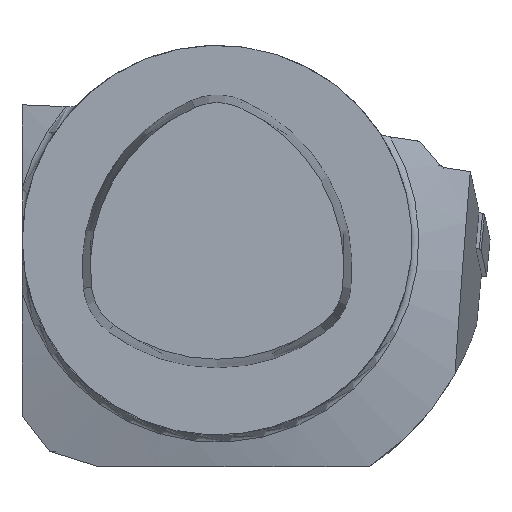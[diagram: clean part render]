
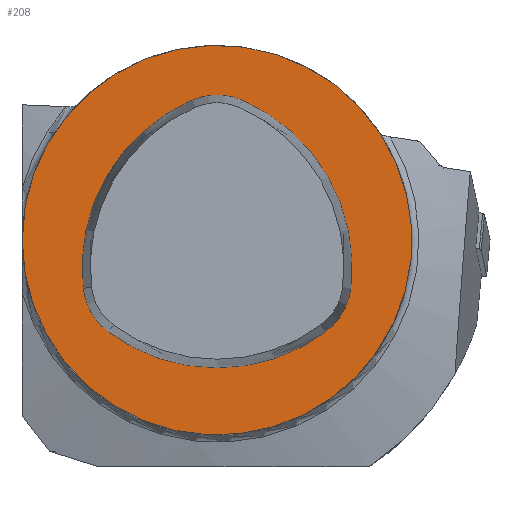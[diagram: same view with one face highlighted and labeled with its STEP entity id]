
A CAD part, top view. The second image highlights one B-rep face of the part: STEP entity #208.
In plain terms, the highlighted planar face has unit normal (0, 0, 1).
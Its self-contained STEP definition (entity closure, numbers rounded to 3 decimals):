
#114=FACE_BOUND('',#360,.T.);
#115=FACE_BOUND('',#361,.T.);
#156=CIRCLE('',#1156,25.);
#165=CIRCLE('',#1175,23.36);
#166=CIRCLE('',#1176,8.12);
#167=CIRCLE('',#1177,23.36);
#168=CIRCLE('',#1178,8.12);
#169=CIRCLE('',#1179,23.36);
#170=CIRCLE('',#1180,8.12);
#208=ADVANCED_FACE('',(#114,#115),#258,.T.);
#258=PLANE('',#1181);
#360=EDGE_LOOP('',(#497));
#361=EDGE_LOOP('',(#498,#499,#500,#501,#502,#503));
#497=ORIENTED_EDGE('',*,*,#824,.F.);
#498=ORIENTED_EDGE('',*,*,#854,.T.);
#499=ORIENTED_EDGE('',*,*,#855,.T.);
#500=ORIENTED_EDGE('',*,*,#856,.T.);
#501=ORIENTED_EDGE('',*,*,#857,.T.);
#502=ORIENTED_EDGE('',*,*,#858,.T.);
#503=ORIENTED_EDGE('',*,*,#859,.T.);
#724=VERTEX_POINT('',#1687);
#750=VERTEX_POINT('',#1812);
#751=VERTEX_POINT('',#1813);
#752=VERTEX_POINT('',#1815);
#753=VERTEX_POINT('',#1817);
#754=VERTEX_POINT('',#1819);
#755=VERTEX_POINT('',#1821);
#824=EDGE_CURVE('',#724,#724,#156,.T.);
#854=EDGE_CURVE('',#750,#751,#165,.T.);
#855=EDGE_CURVE('',#751,#752,#166,.T.);
#856=EDGE_CURVE('',#752,#753,#167,.T.);
#857=EDGE_CURVE('',#753,#754,#168,.T.);
#858=EDGE_CURVE('',#754,#755,#169,.T.);
#859=EDGE_CURVE('',#755,#750,#170,.T.);
#1156=AXIS2_PLACEMENT_3D('',#1686,#1316,#1317);
#1175=AXIS2_PLACEMENT_3D('',#1811,#1362,#1363);
#1176=AXIS2_PLACEMENT_3D('',#1814,#1364,#1365);
#1177=AXIS2_PLACEMENT_3D('',#1816,#1366,#1367);
#1178=AXIS2_PLACEMENT_3D('',#1818,#1368,#1369);
#1179=AXIS2_PLACEMENT_3D('',#1820,#1370,#1371);
#1180=AXIS2_PLACEMENT_3D('',#1822,#1372,#1373);
#1181=AXIS2_PLACEMENT_3D('',#1823,#1374,#1375);
#1316=DIRECTION('',(0.,0.,-1.));
#1317=DIRECTION('',(-1.,0.,0.));
#1362=DIRECTION('',(0.,0.,-1.));
#1363=DIRECTION('',(-1.,0.,0.));
#1364=DIRECTION('',(0.,0.,-1.));
#1365=DIRECTION('',(-1.,0.,0.));
#1366=DIRECTION('',(0.,0.,-1.));
#1367=DIRECTION('',(-1.,0.,0.));
#1368=DIRECTION('',(0.,0.,-1.));
#1369=DIRECTION('',(-1.,0.,0.));
#1370=DIRECTION('',(0.,0.,-1.));
#1371=DIRECTION('',(-1.,0.,0.));
#1372=DIRECTION('',(0.,0.,-1.));
#1373=DIRECTION('',(-1.,0.,0.));
#1374=DIRECTION('',(0.,0.,1.));
#1375=DIRECTION('',(1.,0.,0.));
#1686=CARTESIAN_POINT('',(0.,0.,0.));
#1687=CARTESIAN_POINT('',(-25.,0.,0.));
#1811=CARTESIAN_POINT('',(-6.045,-3.49,0.));
#1812=CARTESIAN_POINT('',(3.221,17.954,0.));
#1813=CARTESIAN_POINT('',(17.159,-6.188,0.));
#1814=CARTESIAN_POINT('',(9.093,-5.25,0.));
#1815=CARTESIAN_POINT('',(13.938,-11.766,0.));
#1816=CARTESIAN_POINT('',(0.,6.98,0.));
#1817=CARTESIAN_POINT('',(-13.938,-11.766,0.));
#1818=CARTESIAN_POINT('',(-9.093,-5.25,0.));
#1819=CARTESIAN_POINT('',(-17.159,-6.188,0.));
#1820=CARTESIAN_POINT('',(6.045,-3.49,0.));
#1821=CARTESIAN_POINT('',(-3.221,17.954,0.));
#1822=CARTESIAN_POINT('',(0.,10.5,0.));
#1823=CARTESIAN_POINT('',(0.,0.,0.));
